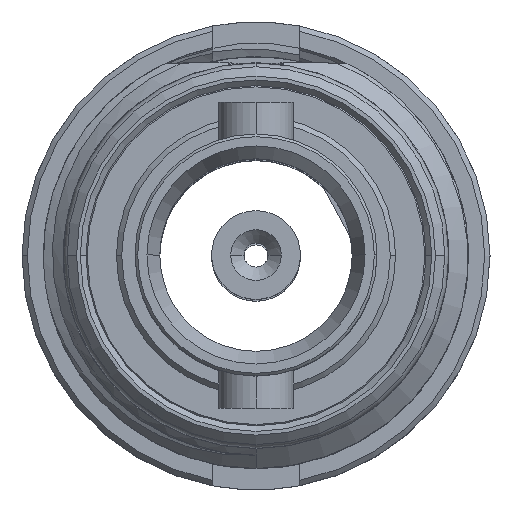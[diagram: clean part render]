
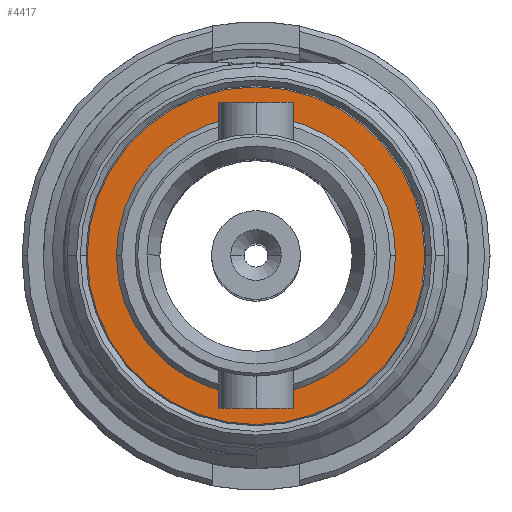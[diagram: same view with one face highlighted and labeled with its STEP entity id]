
A CAD part, top view. The second image highlights one B-rep face of the part: STEP entity #4417.
In plain terms, the highlighted planar face has unit normal (0, 0, 1).
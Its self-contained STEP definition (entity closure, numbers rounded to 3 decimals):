
#29 = VERTEX_POINT ( 'NONE', #417 ) ;
#134 = CARTESIAN_POINT ( 'NONE',  ( 0., 0., 6.45 ) ) ;
#200 = DIRECTION ( 'NONE',  ( 1., 0., 0. ) ) ;
#417 = CARTESIAN_POINT ( 'NONE',  ( 3.175, 0., 6.45 ) ) ;
#590 = EDGE_CURVE ( 'NONE', #970, #4682, #7735, .T. ) ;
#970 = VERTEX_POINT ( 'NONE', #11643 ) ;
#1146 = VERTEX_POINT ( 'NONE', #1465 ) ;
#1334 = ORIENTED_EDGE ( 'NONE', *, *, #10395, .T. ) ;
#1392 = CARTESIAN_POINT ( 'NONE',  ( 0., 0., 6.45 ) ) ;
#1422 = DIRECTION ( 'NONE',  ( 0., 0., 1. ) ) ;
#1465 = CARTESIAN_POINT ( 'NONE',  ( -3.175, 0., 6.45 ) ) ;
#1617 = EDGE_CURVE ( 'NONE', #4682, #970, #12383, .T. ) ;
#1782 = EDGE_LOOP ( 'NONE', ( #1334, #4118 ) ) ;
#2375 = ORIENTED_EDGE ( 'NONE', *, *, #1617, .F. ) ;
#2631 = PLANE ( 'NONE',  #6748 ) ;
#2980 = AXIS2_PLACEMENT_3D ( 'NONE', #11537, #3073, #8691 ) ;
#3073 = DIRECTION ( 'NONE',  ( 0., 0., 1. ) ) ;
#3604 = AXIS2_PLACEMENT_3D ( 'NONE', #1392, #8209, #5112 ) ;
#3635 = FACE_BOUND ( 'NONE', #7384, .T. ) ;
#3759 = CARTESIAN_POINT ( 'NONE',  ( 0., 2.6, 6.45 ) ) ;
#4118 = ORIENTED_EDGE ( 'NONE', *, *, #12493, .T. ) ;
#4417 = ADVANCED_FACE ( 'NONE', ( #6679, #3635 ), #2631, .T. ) ;
#4682 = VERTEX_POINT ( 'NONE', #7998 ) ;
#5112 = DIRECTION ( 'NONE',  ( 1., 0., 0. ) ) ;
#6526 = AXIS2_PLACEMENT_3D ( 'NONE', #7237, #1422, #10247 ) ;
#6679 = FACE_OUTER_BOUND ( 'NONE', #1782, .T. ) ;
#6748 = AXIS2_PLACEMENT_3D ( 'NONE', #3759, #7492, #12238 ) ;
#7237 = CARTESIAN_POINT ( 'NONE',  ( 0., 0., 6.45 ) ) ;
#7384 = EDGE_LOOP ( 'NONE', ( #10191, #2375 ) ) ;
#7492 = DIRECTION ( 'NONE',  ( 0., 0., 1. ) ) ;
#7735 = CIRCLE ( 'NONE', #6526, 2.6 ) ;
#7852 = DIRECTION ( 'NONE',  ( 0., 0., 1. ) ) ;
#7998 = CARTESIAN_POINT ( 'NONE',  ( -2.6, 0., 6.45 ) ) ;
#8209 = DIRECTION ( 'NONE',  ( 0., 0., 1. ) ) ;
#8691 = DIRECTION ( 'NONE',  ( 1., 0., 0. ) ) ;
#9030 = CIRCLE ( 'NONE', #2980, 3.175 ) ;
#10191 = ORIENTED_EDGE ( 'NONE', *, *, #590, .F. ) ;
#10247 = DIRECTION ( 'NONE',  ( 1., 0., 0. ) ) ;
#10395 = EDGE_CURVE ( 'NONE', #1146, #29, #9030, .T. ) ;
#11537 = CARTESIAN_POINT ( 'NONE',  ( 0., 0., 6.45 ) ) ;
#11570 = AXIS2_PLACEMENT_3D ( 'NONE', #134, #7852, #200 ) ;
#11643 = CARTESIAN_POINT ( 'NONE',  ( 2.6, 0., 6.45 ) ) ;
#12059 = CIRCLE ( 'NONE', #3604, 3.175 ) ;
#12238 = DIRECTION ( 'NONE',  ( 1., 0., 0. ) ) ;
#12383 = CIRCLE ( 'NONE', #11570, 2.6 ) ;
#12493 = EDGE_CURVE ( 'NONE', #29, #1146, #12059, .T. ) ;
